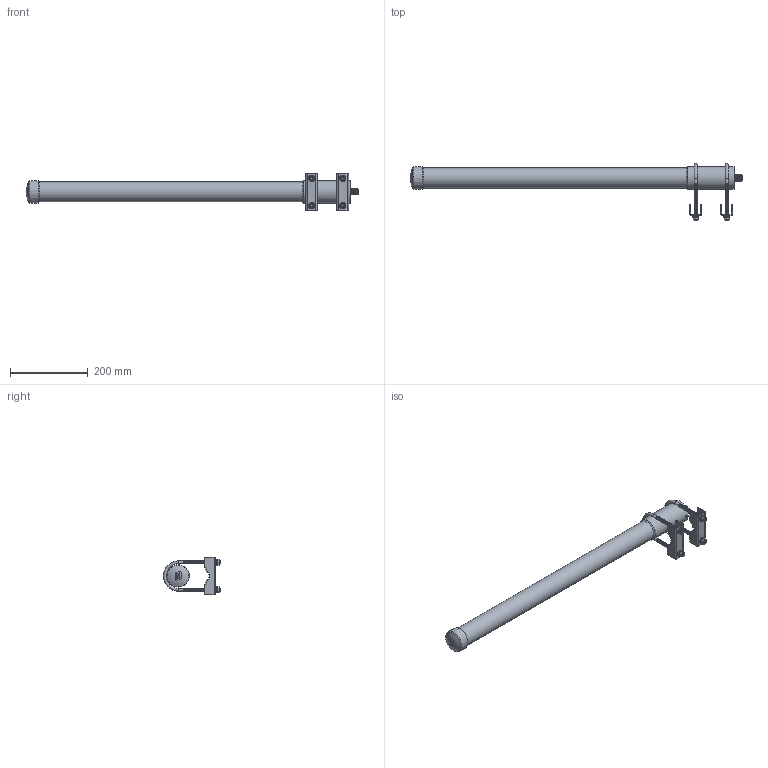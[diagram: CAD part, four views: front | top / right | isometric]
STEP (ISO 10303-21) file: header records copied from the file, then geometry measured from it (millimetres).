
FILE_DESCRIPTION (( 'STEP AP214' ), '1' );
FILE_NAME ('HG2458-06U-PRO.STEP', '2018-01-17T17:24:15', ( '' ), ( '' ), 'SwSTEP 2.0', 'SolidWorks 2014', '' );
FILE_SCHEMA (( 'AUTOMOTIVE_DESIGN' ));
Length unit declared in the file: inch
Products named in the file (3): HG2458-06U-PRO_U-Bolt Bracket; HG2458-06U-PRO
Assembly tree (3 placements, depth 2):
  HG2458-06U-PRO
    HG2458-06U-PRO
    HG2458-06U-PRO_U-Bolt Bracket  x2
Bounding box: 854.18 x 146.97 x 95.25 mm (x, y, z)
Volume: 1887159.6 mm3; surface area: 204127.6 mm2
Topology: 6 solids, 6 shells, 1047 faces, 2255 edges, 1255 vertices
Faces by surface type: cone 743, plane 220, cylinder 60, torus 22, bspline 2
Full cylindrical faces by diameter (mm): 1.8 x1, 2.98 x1, 3.962 x2, 6.756 x1, 6.858 x1, 7.084 x1, 7.747 x4, 8.382 x4, 8.966 x4, 9.398 x4, 13.284 x1, 13.97 x4, 14.986 x1, 16.51 x4, 24.232 x1, 49.555 x1, 50.267 x1, 51.6 x1, 57.836 x1
Entity records: 21835 total; most frequent: CARTESIAN_POINT 3173, DIRECTION 2442, ORIENTED_EDGE 1678, AXIS2_PLACEMENT_3D 1072, EDGE_LOOP 1052, EDGE_CURVE 839, VERTEX_POINT 711, FACE_OUTER_BOUND 631
